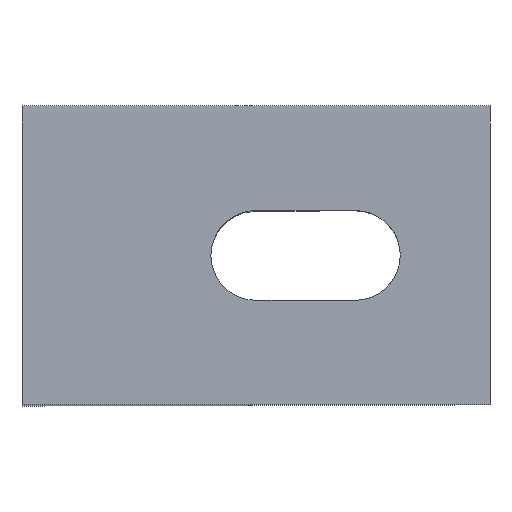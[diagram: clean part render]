
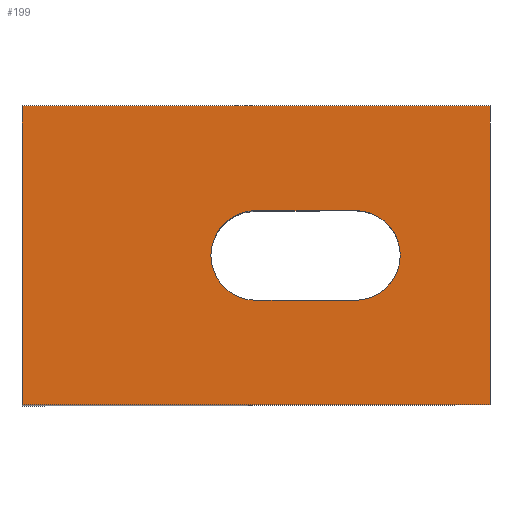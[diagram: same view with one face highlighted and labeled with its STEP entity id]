
A CAD part, top view. The second image highlights one B-rep face of the part: STEP entity #199.
In plain terms, the highlighted planar face has unit normal (0, 0, 1).
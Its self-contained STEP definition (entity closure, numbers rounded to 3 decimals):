
#21=FACE_BOUND('',#38,.T.);
#23=CIRCLE('',#225,4.5);
#24=CIRCLE('',#226,4.5);
#25=CIRCLE('',#227,4.5);
#26=FACE_OUTER_BOUND('',#37,.T.);
#37=EDGE_LOOP('',(#137,#138,#139,#140));
#38=EDGE_LOOP('',(#141,#142,#143,#144,#145,#146));
#50=LINE('',#302,#71);
#51=LINE('',#304,#72);
#52=LINE('',#306,#73);
#53=LINE('',#307,#74);
#54=LINE('',#310,#75);
#55=LINE('',#314,#76);
#56=LINE('',#318,#77);
#71=VECTOR('',#245,10.);
#72=VECTOR('',#246,10.);
#73=VECTOR('',#247,10.);
#74=VECTOR('',#248,10.);
#75=VECTOR('',#249,10.);
#76=VECTOR('',#252,10.);
#77=VECTOR('',#255,10.);
#92=VERTEX_POINT('',#300);
#93=VERTEX_POINT('',#301);
#94=VERTEX_POINT('',#303);
#95=VERTEX_POINT('',#305);
#96=VERTEX_POINT('',#308);
#97=VERTEX_POINT('',#309);
#98=VERTEX_POINT('',#311);
#99=VERTEX_POINT('',#313);
#100=VERTEX_POINT('',#315);
#101=VERTEX_POINT('',#317);
#110=EDGE_CURVE('',#92,#93,#50,.T.);
#111=EDGE_CURVE('',#94,#93,#51,.T.);
#112=EDGE_CURVE('',#94,#95,#52,.T.);
#113=EDGE_CURVE('',#95,#92,#53,.T.);
#114=EDGE_CURVE('',#96,#97,#54,.T.);
#115=EDGE_CURVE('',#97,#98,#23,.T.);
#116=EDGE_CURVE('',#98,#99,#55,.T.);
#117=EDGE_CURVE('',#100,#99,#24,.T.);
#118=EDGE_CURVE('',#100,#101,#56,.T.);
#119=EDGE_CURVE('',#101,#96,#25,.T.);
#137=ORIENTED_EDGE('',*,*,#110,.T.);
#138=ORIENTED_EDGE('',*,*,#111,.F.);
#139=ORIENTED_EDGE('',*,*,#112,.T.);
#140=ORIENTED_EDGE('',*,*,#113,.T.);
#141=ORIENTED_EDGE('',*,*,#114,.T.);
#142=ORIENTED_EDGE('',*,*,#115,.T.);
#143=ORIENTED_EDGE('',*,*,#116,.T.);
#144=ORIENTED_EDGE('',*,*,#117,.F.);
#145=ORIENTED_EDGE('',*,*,#118,.T.);
#146=ORIENTED_EDGE('',*,*,#119,.T.);
#191=PLANE('',#224);
#199=ADVANCED_FACE('',(#26,#21),#191,.T.);
#224=AXIS2_PLACEMENT_3D('',#299,#243,#244);
#225=AXIS2_PLACEMENT_3D('',#312,#250,#251);
#226=AXIS2_PLACEMENT_3D('',#316,#253,#254);
#227=AXIS2_PLACEMENT_3D('',#319,#256,#257);
#243=DIRECTION('center_axis',(0.,0.,1.));
#244=DIRECTION('ref_axis',(1.,0.,0.));
#245=DIRECTION('',(0.,-1.,0.));
#246=DIRECTION('',(-1.,0.,0.));
#247=DIRECTION('',(0.,1.,0.));
#248=DIRECTION('',(-1.,0.,0.));
#249=DIRECTION('',(-1.,0.,0.));
#250=DIRECTION('center_axis',(0.,0.,-1.));
#251=DIRECTION('ref_axis',(-1.,0.,0.));
#252=DIRECTION('',(-1.,0.,0.));
#253=DIRECTION('center_axis',(0.,0.,1.));
#254=DIRECTION('ref_axis',(-1.,0.,0.));
#255=DIRECTION('',(1.,0.,0.));
#256=DIRECTION('center_axis',(0.,0.,-1.));
#257=DIRECTION('ref_axis',(-1.,0.,0.));
#299=CARTESIAN_POINT('Origin',(51.324,0.,80.));
#300=CARTESIAN_POINT('',(31.546,15.,80.));
#301=CARTESIAN_POINT('',(31.546,-15.,80.));
#302=CARTESIAN_POINT('',(31.546,7.5,80.));
#303=CARTESIAN_POINT('',(78.507,-15.,80.));
#304=CARTESIAN_POINT('',(35.466,-15.,80.));
#305=CARTESIAN_POINT('',(78.507,15.,80.));
#306=CARTESIAN_POINT('',(78.507,0.,80.));
#307=CARTESIAN_POINT('',(35.466,15.,80.));
#308=CARTESIAN_POINT('',(65.071,-4.499,80.));
#309=CARTESIAN_POINT('',(60.05,-4.5,80.));
#310=CARTESIAN_POINT('',(58.198,-4.5,80.));
#311=CARTESIAN_POINT('',(60.,-4.5,80.));
#312=CARTESIAN_POINT('Origin',(60.,0.,80.));
#313=CARTESIAN_POINT('',(55.,-4.5,80.));
#314=CARTESIAN_POINT('',(55.662,-4.5,80.));
#315=CARTESIAN_POINT('',(55.,4.5,80.));
#316=CARTESIAN_POINT('Origin',(55.,0.,80.));
#317=CARTESIAN_POINT('',(65.,4.5,80.));
#318=CARTESIAN_POINT('',(50.662,4.5,80.));
#319=CARTESIAN_POINT('Origin',(65.,0.,80.));
